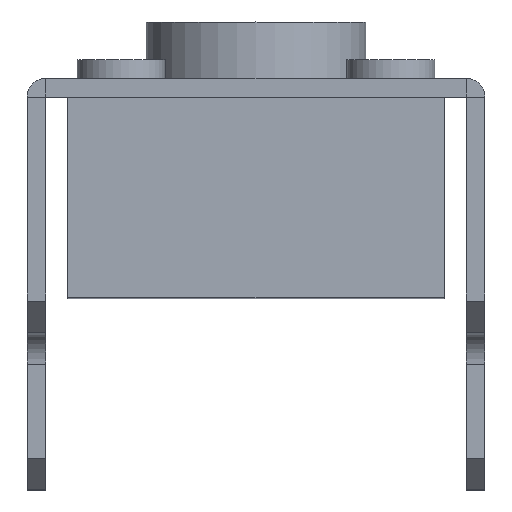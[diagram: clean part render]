
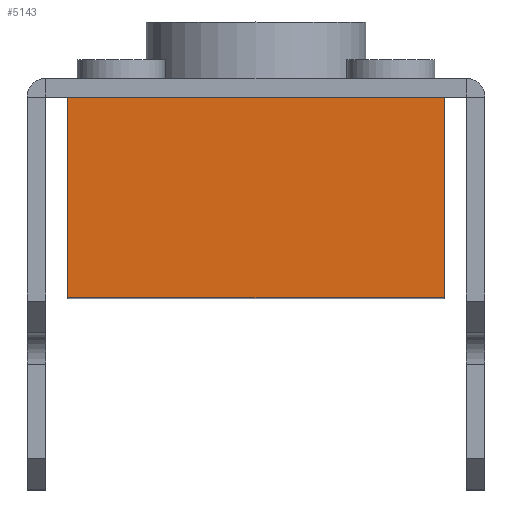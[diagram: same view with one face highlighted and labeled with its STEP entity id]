
A CAD part, top view. The second image highlights one B-rep face of the part: STEP entity #5143.
In plain terms, the highlighted planar face has unit normal (0, 0, 1).
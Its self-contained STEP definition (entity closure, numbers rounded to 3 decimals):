
#4100 = PLANE('',#4101);
#4101 = AXIS2_PLACEMENT_3D('',#4102,#4103,#4104);
#4102 = CARTESIAN_POINT('',(3.,0.,3.));
#4103 = DIRECTION('',(1.,0.,0.));
#4104 = DIRECTION('',(0.,0.,-1.));
#4128 = PLANE('',#4129);
#4129 = AXIS2_PLACEMENT_3D('',#4130,#4131,#4132);
#4130 = CARTESIAN_POINT('',(0.,-3.2,0.));
#4131 = DIRECTION('',(0.,1.,0.));
#4132 = DIRECTION('',(0.,0.,1.));
#4156 = PLANE('',#4157);
#4157 = AXIS2_PLACEMENT_3D('',#4158,#4159,#4160);
#4158 = CARTESIAN_POINT('',(-3.,0.,-3.));
#4159 = DIRECTION('',(-1.,0.,0.));
#4160 = DIRECTION('',(0.,0.,1.));
#4182 = PLANE('',#4183);
#4183 = AXIS2_PLACEMENT_3D('',#4184,#4185,#4186);
#4184 = CARTESIAN_POINT('',(0.,0.,0.));
#4185 = DIRECTION('',(0.,1.,0.));
#4186 = DIRECTION('',(0.,0.,1.));
#4493 = EDGE_CURVE('',#4494,#4496,#4498,.T.);
#4494 = VERTEX_POINT('',#4495);
#4495 = CARTESIAN_POINT('',(3.,0.,3.));
#4496 = VERTEX_POINT('',#4497);
#4497 = CARTESIAN_POINT('',(3.,-3.2,3.));
#4498 = SURFACE_CURVE('',#4499,(#4503,#4510),.PCURVE_S1.);
#4499 = LINE('',#4500,#4501);
#4500 = CARTESIAN_POINT('',(3.,0.,3.));
#4501 = VECTOR('',#4502,1.);
#4502 = DIRECTION('',(0.,-1.,0.));
#4503 = PCURVE('',#4100,#4504);
#4504 = DEFINITIONAL_REPRESENTATION('',(#4505),#4509);
#4505 = LINE('',#4506,#4507);
#4506 = CARTESIAN_POINT('',(0.,0.));
#4507 = VECTOR('',#4508,1.);
#4508 = DIRECTION('',(0.,-1.));
#4509 = ( GEOMETRIC_REPRESENTATION_CONTEXT(2) 
PARAMETRIC_REPRESENTATION_CONTEXT() REPRESENTATION_CONTEXT('2D SPACE',''
  ) );
#4510 = PCURVE('',#4511,#4516);
#4511 = PLANE('',#4512);
#4512 = AXIS2_PLACEMENT_3D('',#4513,#4514,#4515);
#4513 = CARTESIAN_POINT('',(-3.,0.,3.));
#4514 = DIRECTION('',(0.,0.,1.));
#4515 = DIRECTION('',(1.,0.,0.));
#4516 = DEFINITIONAL_REPRESENTATION('',(#4517),#4521);
#4517 = LINE('',#4518,#4519);
#4518 = CARTESIAN_POINT('',(6.,0.));
#4519 = VECTOR('',#4520,1.);
#4520 = DIRECTION('',(0.,-1.));
#4521 = ( GEOMETRIC_REPRESENTATION_CONTEXT(2) 
PARAMETRIC_REPRESENTATION_CONTEXT() REPRESENTATION_CONTEXT('2D SPACE',''
  ) );
#4569 = EDGE_CURVE('',#4570,#4494,#4572,.T.);
#4570 = VERTEX_POINT('',#4571);
#4571 = CARTESIAN_POINT('',(-3.,0.,3.));
#4572 = SURFACE_CURVE('',#4573,(#4577,#4584),.PCURVE_S1.);
#4573 = LINE('',#4574,#4575);
#4574 = CARTESIAN_POINT('',(-3.,0.,3.));
#4575 = VECTOR('',#4576,1.);
#4576 = DIRECTION('',(1.,0.,0.));
#4577 = PCURVE('',#4182,#4578);
#4578 = DEFINITIONAL_REPRESENTATION('',(#4579),#4583);
#4579 = LINE('',#4580,#4581);
#4580 = CARTESIAN_POINT('',(3.,-3.));
#4581 = VECTOR('',#4582,1.);
#4582 = DIRECTION('',(0.,1.));
#4583 = ( GEOMETRIC_REPRESENTATION_CONTEXT(2) 
PARAMETRIC_REPRESENTATION_CONTEXT() REPRESENTATION_CONTEXT('2D SPACE',''
  ) );
#4584 = PCURVE('',#4511,#4585);
#4585 = DEFINITIONAL_REPRESENTATION('',(#4586),#4590);
#4586 = LINE('',#4587,#4588);
#4587 = CARTESIAN_POINT('',(0.,0.));
#4588 = VECTOR('',#4589,1.);
#4589 = DIRECTION('',(1.,0.));
#4590 = ( GEOMETRIC_REPRESENTATION_CONTEXT(2) 
PARAMETRIC_REPRESENTATION_CONTEXT() REPRESENTATION_CONTEXT('2D SPACE',''
  ) );
#4768 = EDGE_CURVE('',#4769,#4496,#4771,.T.);
#4769 = VERTEX_POINT('',#4770);
#4770 = CARTESIAN_POINT('',(-3.,-3.2,3.));
#4771 = SURFACE_CURVE('',#4772,(#4776,#4783),.PCURVE_S1.);
#4772 = LINE('',#4773,#4774);
#4773 = CARTESIAN_POINT('',(-3.,-3.2,3.));
#4774 = VECTOR('',#4775,1.);
#4775 = DIRECTION('',(1.,0.,0.));
#4776 = PCURVE('',#4128,#4777);
#4777 = DEFINITIONAL_REPRESENTATION('',(#4778),#4782);
#4778 = LINE('',#4779,#4780);
#4779 = CARTESIAN_POINT('',(3.,-3.));
#4780 = VECTOR('',#4781,1.);
#4781 = DIRECTION('',(0.,1.));
#4782 = ( GEOMETRIC_REPRESENTATION_CONTEXT(2) 
PARAMETRIC_REPRESENTATION_CONTEXT() REPRESENTATION_CONTEXT('2D SPACE',''
  ) );
#4783 = PCURVE('',#4511,#4784);
#4784 = DEFINITIONAL_REPRESENTATION('',(#4785),#4789);
#4785 = LINE('',#4786,#4787);
#4786 = CARTESIAN_POINT('',(0.,-3.2));
#4787 = VECTOR('',#4788,1.);
#4788 = DIRECTION('',(1.,0.));
#4789 = ( GEOMETRIC_REPRESENTATION_CONTEXT(2) 
PARAMETRIC_REPRESENTATION_CONTEXT() REPRESENTATION_CONTEXT('2D SPACE',''
  ) );
#4819 = EDGE_CURVE('',#4570,#4769,#4820,.T.);
#4820 = SURFACE_CURVE('',#4821,(#4825,#4832),.PCURVE_S1.);
#4821 = LINE('',#4822,#4823);
#4822 = CARTESIAN_POINT('',(-3.,0.,3.));
#4823 = VECTOR('',#4824,1.);
#4824 = DIRECTION('',(0.,-1.,0.));
#4825 = PCURVE('',#4156,#4826);
#4826 = DEFINITIONAL_REPRESENTATION('',(#4827),#4831);
#4827 = LINE('',#4828,#4829);
#4828 = CARTESIAN_POINT('',(6.,0.));
#4829 = VECTOR('',#4830,1.);
#4830 = DIRECTION('',(0.,-1.));
#4831 = ( GEOMETRIC_REPRESENTATION_CONTEXT(2) 
PARAMETRIC_REPRESENTATION_CONTEXT() REPRESENTATION_CONTEXT('2D SPACE',''
  ) );
#4832 = PCURVE('',#4511,#4833);
#4833 = DEFINITIONAL_REPRESENTATION('',(#4834),#4838);
#4834 = LINE('',#4835,#4836);
#4835 = CARTESIAN_POINT('',(0.,0.));
#4836 = VECTOR('',#4837,1.);
#4837 = DIRECTION('',(0.,-1.));
#4838 = ( GEOMETRIC_REPRESENTATION_CONTEXT(2) 
PARAMETRIC_REPRESENTATION_CONTEXT() REPRESENTATION_CONTEXT('2D SPACE',''
  ) );
#5143 = ADVANCED_FACE('',(#5144),#4511,.T.);
#5144 = FACE_BOUND('',#5145,.T.);
#5145 = EDGE_LOOP('',(#5146,#5147,#5148,#5149));
#5146 = ORIENTED_EDGE('',*,*,#4819,.T.);
#5147 = ORIENTED_EDGE('',*,*,#4768,.T.);
#5148 = ORIENTED_EDGE('',*,*,#4493,.F.);
#5149 = ORIENTED_EDGE('',*,*,#4569,.F.);
